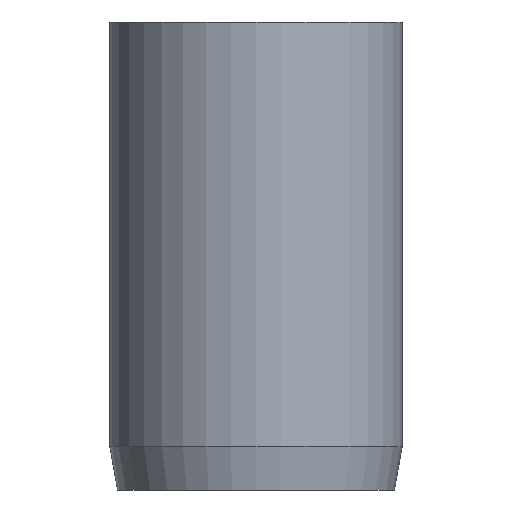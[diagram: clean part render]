
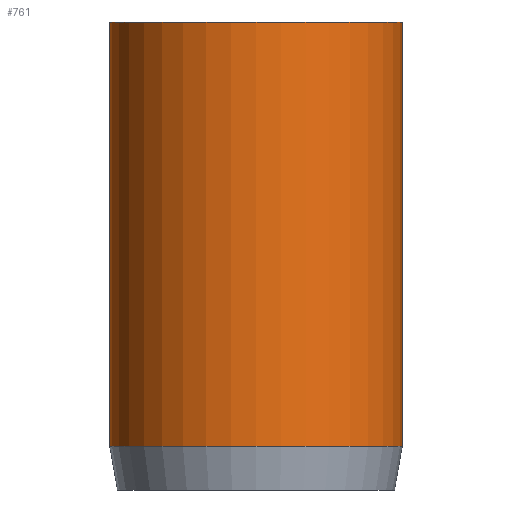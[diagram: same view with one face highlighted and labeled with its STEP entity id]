
A CAD part, front view. The second image highlights one B-rep face of the part: STEP entity #761.
In plain terms, the highlighted cylindrical face has radius 5 mm (diameter 10 mm), a partial arc.
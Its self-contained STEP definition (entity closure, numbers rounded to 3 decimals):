
#1 = CARTESIAN_POINT ( 'NONE',  ( 5., 0., 16. ) ) ;
#88 = CIRCLE ( 'NONE', #552, 5. ) ;
#123 = CARTESIAN_POINT ( 'NONE',  ( 5., 0., 16. ) ) ;
#198 = ORIENTED_EDGE ( 'NONE', *, *, #886, .T. ) ;
#200 = CARTESIAN_POINT ( 'NONE',  ( 0., 0., 1.5 ) ) ;
#258 = CARTESIAN_POINT ( 'NONE',  ( -5., 0., 16. ) ) ;
#263 = CARTESIAN_POINT ( 'NONE',  ( 0., 0., 16. ) ) ;
#288 = DIRECTION ( 'NONE',  ( 1., 0., 0. ) ) ;
#301 = CARTESIAN_POINT ( 'NONE',  ( 5., 0., 1.5 ) ) ;
#327 = AXIS2_PLACEMENT_3D ( 'NONE', #263, #892, #341 ) ;
#339 = DIRECTION ( 'NONE',  ( 0., 0., -1. ) ) ;
#341 = DIRECTION ( 'NONE',  ( 1., 0., 0. ) ) ;
#446 = ORIENTED_EDGE ( 'NONE', *, *, #948, .T. ) ;
#552 = AXIS2_PLACEMENT_3D ( 'NONE', #200, #826, #288 ) ;
#562 = VECTOR ( 'NONE', #339, 1000. ) ;
#583 = CARTESIAN_POINT ( 'NONE',  ( 0., 0., 16. ) ) ;
#622 = CARTESIAN_POINT ( 'NONE',  ( -5., 0., 16. ) ) ;
#652 = VERTEX_POINT ( 'NONE', #622 ) ;
#657 = VERTEX_POINT ( 'NONE', #815 ) ;
#660 = FACE_OUTER_BOUND ( 'NONE', #780, .T. ) ;
#682 = DIRECTION ( 'NONE',  ( 0., 0., -1. ) ) ;
#716 = VERTEX_POINT ( 'NONE', #301 ) ;
#737 = LINE ( 'NONE', #258, #562 ) ;
#743 = ORIENTED_EDGE ( 'NONE', *, *, #884, .F. ) ;
#761 = ADVANCED_FACE ( 'NONE', ( #660 ), #1121, .T. ) ;
#780 = EDGE_LOOP ( 'NONE', ( #743, #831, #198, #446 ) ) ;
#815 = CARTESIAN_POINT ( 'NONE',  ( -5., 0., 1.5 ) ) ;
#823 = CIRCLE ( 'NONE', #327, 5. ) ;
#826 = DIRECTION ( 'NONE',  ( 0., 0., 1. ) ) ;
#831 = ORIENTED_EDGE ( 'NONE', *, *, #899, .F. ) ;
#849 = LINE ( 'NONE', #1, #1068 ) ;
#884 = EDGE_CURVE ( 'NONE', #997, #716, #849, .T. ) ;
#886 = EDGE_CURVE ( 'NONE', #652, #657, #737, .T. ) ;
#892 = DIRECTION ( 'NONE',  ( 0., 0., 1. ) ) ;
#899 = EDGE_CURVE ( 'NONE', #652, #997, #823, .T. ) ;
#948 = EDGE_CURVE ( 'NONE', #657, #716, #88, .T. ) ;
#977 = DIRECTION ( 'NONE',  ( 0., 0., -1. ) ) ;
#997 = VERTEX_POINT ( 'NONE', #123 ) ;
#1014 = AXIS2_PLACEMENT_3D ( 'NONE', #583, #682, #1046 ) ;
#1046 = DIRECTION ( 'NONE',  ( -1., 0., 0. ) ) ;
#1068 = VECTOR ( 'NONE', #977, 1000. ) ;
#1121 = CYLINDRICAL_SURFACE ( 'NONE', #1014, 5. ) ;
